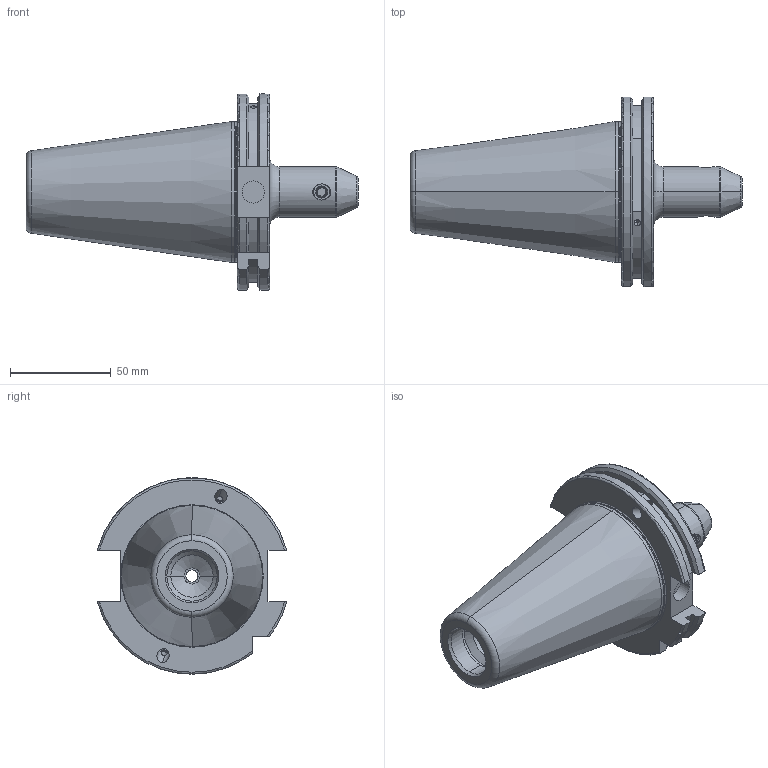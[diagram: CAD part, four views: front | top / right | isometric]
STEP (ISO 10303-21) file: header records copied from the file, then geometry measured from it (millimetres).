
FILE_DESCRIPTION (( 'STEP AP203' ), '1' );
FILE_NAME ('91506-WE706063.STEP', '2016-09-24T09:48:54', ( '' ), ( '' ), 'SwSTEP 2.0', 'SolidWorks 2009', '' );
FILE_SCHEMA (( 'CONFIG_CONTROL_DESIGN' ));
Length unit declared in the file: millimetre
Products named in the file (4): SK50EM06063FTCWW; Copy of M4X4_DIN 913 - M4 x 4-N; M6X10._DIN 913 - M8 x 8-N; 91506-WE706063
Assembly tree (4 placements, depth 2):
  91506-WE706063
    SK50EM06063FTCWW
    Copy of M4X4_DIN 913 - M4 x 4-N  x2
    M6X10._DIN 913 - M8 x 8-N
Bounding box: 164.75 x 94.05 x 97.5 mm (x, y, z)
Volume: 353396.1 mm3; surface area: 47422.3 mm2
Topology: 4 solids, 4 shells, 164 faces, 407 edges, 256 vertices
Faces by surface type: cylinder 53, plane 51, cone 36, torus 22, sphere 2
Entity records: 5534 total; most frequent: CARTESIAN_POINT 1529, DIRECTION 760, ORIENTED_EDGE 750, EDGE_CURVE 375, AXIS2_PLACEMENT_3D 303, VERTEX_POINT 236, EDGE_LOOP 165, VECTOR 154
